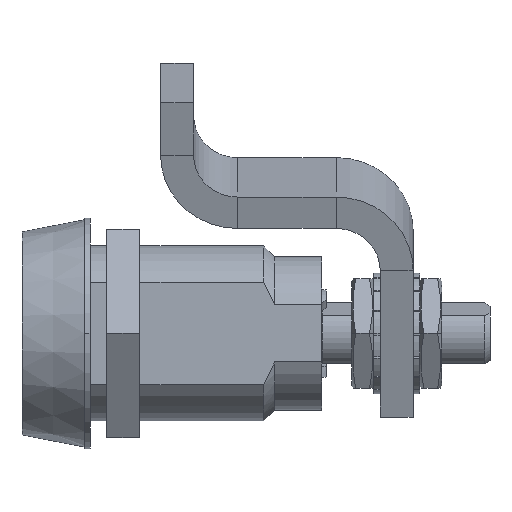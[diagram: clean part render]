
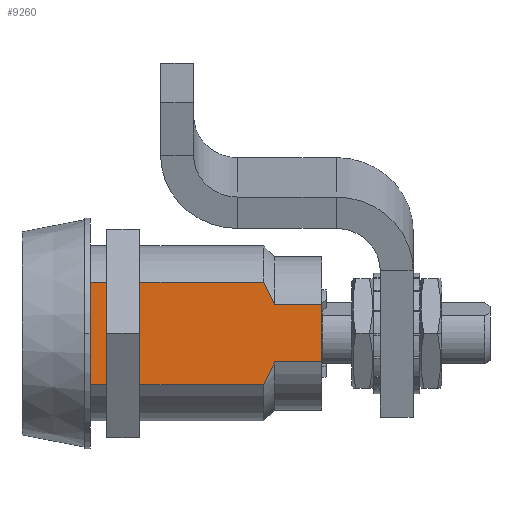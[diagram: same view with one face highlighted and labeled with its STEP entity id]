
A CAD part, left-side view. The second image highlights one B-rep face of the part: STEP entity #9260.
In plain terms, the highlighted face is planar.
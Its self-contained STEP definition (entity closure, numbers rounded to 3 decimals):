
#8752=DIRECTION('',(-1.,0.,0.));
#8753=VECTOR('',#8752,9.327);
#8754=CARTESIAN_POINT('',(4.664,-5.7,6.5));
#8755=LINE('',#8754,#8753);
#8760=DIRECTION('',(0.,1.,0.));
#8761=VECTOR('',#8760,16.3);
#8762=CARTESIAN_POINT('',(-4.664,-22.,6.5));
#8763=LINE('',#8762,#8761);
#8773=DIRECTION('',(0.,1.,0.));
#8774=VECTOR('',#8773,16.3);
#8775=CARTESIAN_POINT('',(4.664,-22.,6.5));
#8776=LINE('',#8775,#8774);
#8786=CARTESIAN_POINT('',(-4.664,-22.,6.5));
#8787=CARTESIAN_POINT('',(-4.412,-22.146,6.5));
#8788=CARTESIAN_POINT('',(-3.924,-22.415,6.5));
#8789=CARTESIAN_POINT('',(-3.244,-22.744,6.5));
#8790=CARTESIAN_POINT('',(-2.809,-22.922,6.5));
#8791=CARTESIAN_POINT('',(-2.598,-23.,6.5));
#8810=CARTESIAN_POINT('',(2.598,-23.,6.5));
#8811=CARTESIAN_POINT('',(2.811,-22.921,6.5));
#8812=CARTESIAN_POINT('',(3.248,-22.742,6.5));
#8813=CARTESIAN_POINT('',(3.928,-22.413,6.5));
#8814=CARTESIAN_POINT('',(4.414,-22.146,6.5));
#8815=CARTESIAN_POINT('',(4.664,-22.,6.5));
#8834=DIRECTION('',(0.,1.,0.));
#8835=VECTOR('',#8834,4.3);
#8836=CARTESIAN_POINT('',(-2.598,-27.3,6.5));
#8837=LINE('',#8836,#8835);
#8847=DIRECTION('',(0.,1.,0.));
#8848=VECTOR('',#8847,4.3);
#8849=CARTESIAN_POINT('',(2.598,-27.3,6.5));
#8850=LINE('',#8849,#8848);
#8860=DIRECTION('',(1.,0.,0.));
#8861=VECTOR('',#8860,5.196);
#8862=CARTESIAN_POINT('',(-2.598,-27.3,6.5));
#8863=LINE('',#8862,#8861);
#9066=CARTESIAN_POINT('',(-4.664,-22.,6.5));
#9067=CARTESIAN_POINT('',(-4.664,-5.7,6.5));
#9068=VERTEX_POINT('',#9066);
#9069=VERTEX_POINT('',#9067);
#9070=CARTESIAN_POINT('',(4.664,-22.,6.5));
#9071=CARTESIAN_POINT('',(4.664,-5.7,6.5));
#9072=VERTEX_POINT('',#9070);
#9073=VERTEX_POINT('',#9071);
#9074=CARTESIAN_POINT('',(-2.598,-27.3,6.5));
#9075=CARTESIAN_POINT('',(-2.598,-23.,6.5));
#9076=VERTEX_POINT('',#9074);
#9077=VERTEX_POINT('',#9075);
#9078=CARTESIAN_POINT('',(2.598,-27.3,6.5));
#9079=CARTESIAN_POINT('',(2.598,-23.,6.5));
#9080=VERTEX_POINT('',#9078);
#9081=VERTEX_POINT('',#9079);
#9240=CARTESIAN_POINT('',(12.971,-27.3,6.5));
#9241=DIRECTION('',(0.,0.,1.));
#9242=DIRECTION('',(-1.,0.,0.));
#9243=AXIS2_PLACEMENT_3D('',#9240,#9241,#9242);
#9244=PLANE('',#9243);
#9245=ORIENTED_EDGE('',*,*,#9215,.T.);
#9246=ORIENTED_EDGE('',*,*,#9201,.F.);
#9247=ORIENTED_EDGE('',*,*,#9230,.F.);
#9249=ORIENTED_EDGE('',*,*,#9248,.F.);
#9251=ORIENTED_EDGE('',*,*,#9250,.F.);
#9253=ORIENTED_EDGE('',*,*,#9252,.F.);
#9255=ORIENTED_EDGE('',*,*,#9254,.T.);
#9257=ORIENTED_EDGE('',*,*,#9256,.F.);
#9258=EDGE_LOOP('',(#9245,#9246,#9247,#9249,#9251,#9253,#9255,#9257));
#9259=FACE_OUTER_BOUND('',#9258,.F.);
#9260=ADVANCED_FACE('',(#9259),#9244,.T.);
#8792=B_SPLINE_CURVE_WITH_KNOTS('',3,(#8786,#8787,#8788,#8789,#8790,#8791),
.UNSPECIFIED.,.F.,.F.,(4,1,1,4),(0.,0.333,0.667,1.),
.UNSPECIFIED.);
#8816=B_SPLINE_CURVE_WITH_KNOTS('',3,(#8810,#8811,#8812,#8813,#8814,#8815),
.UNSPECIFIED.,.F.,.F.,(4,1,1,4),(0.,0.333,0.667,1.),
.UNSPECIFIED.);
#9201=EDGE_CURVE('',#9073,#9069,#8755,.T.);
#9215=EDGE_CURVE('',#9068,#9069,#8763,.T.);
#9230=EDGE_CURVE('',#9072,#9073,#8776,.T.);
#9248=EDGE_CURVE('',#9081,#9072,#8816,.T.);
#9250=EDGE_CURVE('',#9080,#9081,#8850,.T.);
#9252=EDGE_CURVE('',#9076,#9080,#8863,.T.);
#9254=EDGE_CURVE('',#9076,#9077,#8837,.T.);
#9256=EDGE_CURVE('',#9068,#9077,#8792,.T.);
